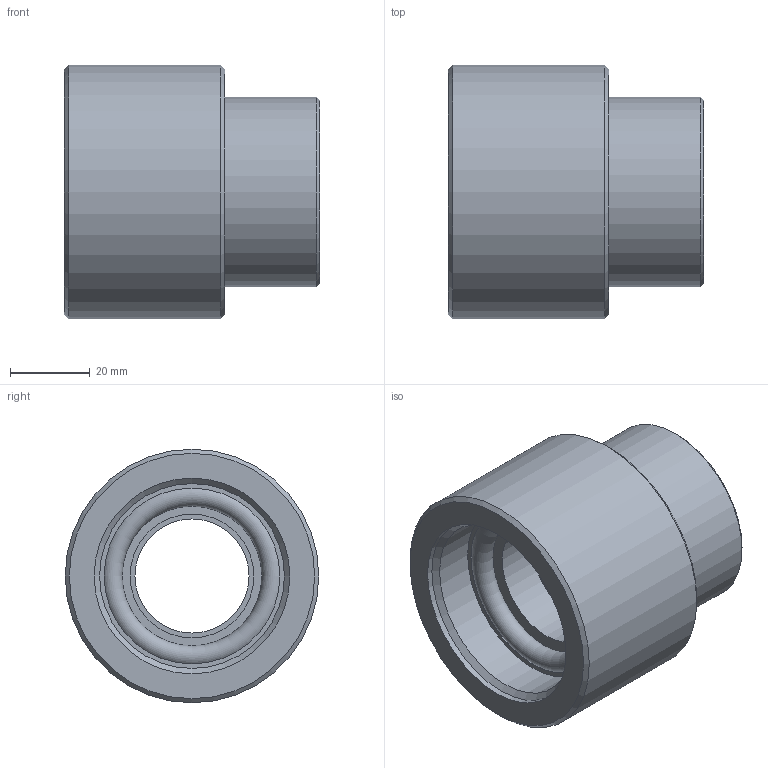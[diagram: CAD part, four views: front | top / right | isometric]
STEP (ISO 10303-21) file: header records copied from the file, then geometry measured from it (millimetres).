
FILE_DESCRIPTION((''),'2;1');
FILE_NAME('MET-241161.stp','2009-10-29T13:47:35',('steve'),(''),'Autodesk Inventor 2009','Autodesk Inventor 2009','');
FILE_SCHEMA(('AUTOMOTIVE_DESIGN { 1 0 10303 214 1 1 1 1 }'));
Length unit declared in the file: inch
Products named in the file (1): MET-241161
Bounding box: 63.88 x 63.5 x 63.5 mm (x, y, z)
Volume: 106431.9 mm3; surface area: 26813.4 mm2
Topology: 1 solids, 2 shells, 33 faces, 62 edges, 39 vertices
Faces by surface type: plane 10, cylinder 10, cone 6, bspline 4, torus 3
Full cylindrical faces by diameter (mm): 30.988 x1, 45.466 x2, 46.287 x1, 47.498 x1, 49.022 x1, 50.8 x1, 55.575 x1, 58.547 x1, 63.5 x1
Entity records: 745 total; most frequent: CARTESIAN_POINT 153, DIRECTION 126, ORIENTED_EDGE 66, EDGE_LOOP 66, AXIS2_PLACEMENT_3D 63, CIRCLE 33, EDGE_CURVE 33, FACE_OUTER_BOUND 33
